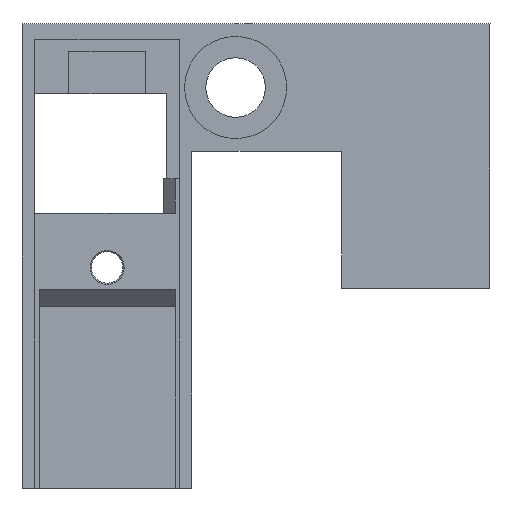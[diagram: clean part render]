
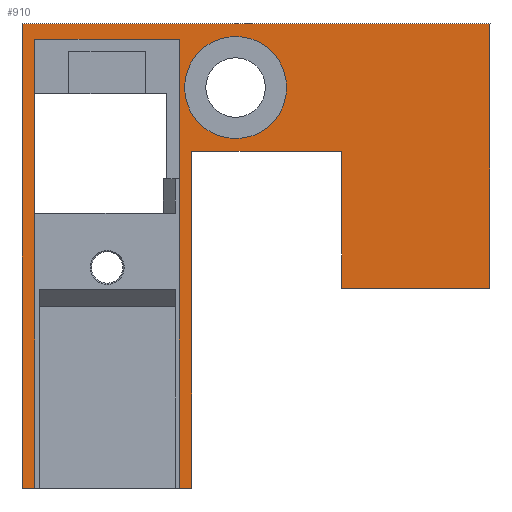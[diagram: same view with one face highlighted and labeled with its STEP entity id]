
A CAD part, front view. The second image highlights one B-rep face of the part: STEP entity #910.
In plain terms, the highlighted planar face has unit normal (0, -1, 0).
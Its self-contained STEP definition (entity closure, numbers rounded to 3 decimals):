
#26=FACE_BOUND('',#125,.T.);
#31=CIRCLE('',#968,3.);
#71=FACE_OUTER_BOUND('',#124,.T.);
#124=EDGE_LOOP('',(#767,#768,#769,#770,#771,#772,#773,#774,#775,#776,#777,
#778));
#125=EDGE_LOOP('',(#779));
#163=LINE('',#1282,#281);
#166=LINE('',#1287,#284);
#172=LINE('',#1299,#290);
#174=LINE('',#1303,#292);
#182=LINE('',#1319,#300);
#184=LINE('',#1324,#302);
#192=LINE('',#1339,#310);
#237=LINE('',#1444,#355);
#240=LINE('',#1450,#358);
#241=LINE('',#1451,#359);
#242=LINE('',#1453,#360);
#243=LINE('',#1454,#361);
#281=VECTOR('',#1033,10.);
#284=VECTOR('',#1038,10.);
#290=VECTOR('',#1046,10.);
#292=VECTOR('',#1050,10.);
#300=VECTOR('',#1064,10.);
#302=VECTOR('',#1068,10.);
#310=VECTOR('',#1076,10.);
#355=VECTOR('',#1181,10.);
#358=VECTOR('',#1186,10.);
#359=VECTOR('',#1187,10.);
#360=VECTOR('',#1188,15.);
#361=VECTOR('',#1189,8.5);
#397=VERTEX_POINT('',#1279);
#398=VERTEX_POINT('',#1281);
#399=VERTEX_POINT('',#1285);
#404=VERTEX_POINT('',#1297);
#405=VERTEX_POINT('',#1301);
#410=VERTEX_POINT('',#1317);
#411=VERTEX_POINT('',#1321);
#412=VERTEX_POINT('',#1323);
#419=VERTEX_POINT('',#1337);
#441=VERTEX_POINT('',#1416);
#449=VERTEX_POINT('',#1443);
#451=VERTEX_POINT('',#1449);
#452=VERTEX_POINT('',#1452);
#483=EDGE_CURVE('',#397,#398,#163,.T.);
#486=EDGE_CURVE('',#397,#399,#166,.T.);
#492=EDGE_CURVE('',#399,#404,#172,.T.);
#494=EDGE_CURVE('',#405,#404,#174,.T.);
#502=EDGE_CURVE('',#410,#405,#182,.T.);
#504=EDGE_CURVE('',#411,#412,#184,.T.);
#512=EDGE_CURVE('',#419,#410,#192,.T.);
#551=EDGE_CURVE('',#441,#441,#31,.T.);
#563=EDGE_CURVE('',#449,#412,#237,.T.);
#566=EDGE_CURVE('',#411,#451,#240,.T.);
#567=EDGE_CURVE('',#451,#398,#241,.T.);
#568=EDGE_CURVE('',#419,#452,#242,.T.);
#569=EDGE_CURVE('',#449,#452,#243,.T.);
#767=ORIENTED_EDGE('',*,*,#563,.T.);
#768=ORIENTED_EDGE('',*,*,#504,.F.);
#769=ORIENTED_EDGE('',*,*,#566,.T.);
#770=ORIENTED_EDGE('',*,*,#567,.T.);
#771=ORIENTED_EDGE('',*,*,#483,.F.);
#772=ORIENTED_EDGE('',*,*,#486,.T.);
#773=ORIENTED_EDGE('',*,*,#492,.T.);
#774=ORIENTED_EDGE('',*,*,#494,.F.);
#775=ORIENTED_EDGE('',*,*,#502,.F.);
#776=ORIENTED_EDGE('',*,*,#512,.F.);
#777=ORIENTED_EDGE('',*,*,#568,.T.);
#778=ORIENTED_EDGE('',*,*,#569,.F.);
#779=ORIENTED_EDGE('',*,*,#551,.T.);
#863=PLANE('',#979);
#910=ADVANCED_FACE('',(#71,#26),#863,.T.);
#968=AXIS2_PLACEMENT_3D('',#1417,#1151,#1152);
#979=AXIS2_PLACEMENT_3D('',#1448,#1184,#1185);
#1033=DIRECTION('',(0.,0.,1.));
#1038=DIRECTION('',(1.,0.,0.));
#1046=DIRECTION('',(0.,0.,1.));
#1050=DIRECTION('',(1.,0.,0.));
#1064=DIRECTION('',(0.,0.,1.));
#1068=DIRECTION('',(-1.,0.,0.));
#1076=DIRECTION('',(-1.,0.,0.));
#1151=DIRECTION('center_axis',(0.,1.,0.));
#1152=DIRECTION('ref_axis',(1.,0.,0.));
#1181=DIRECTION('',(0.,0.,-1.));
#1184=DIRECTION('center_axis',(0.,-1.,0.));
#1185=DIRECTION('ref_axis',(0.,0.,
1.));
#1186=DIRECTION('',(0.,0.,1.));
#1187=DIRECTION('',(1.,0.,0.));
#1188=DIRECTION('',(0.,0.,1.));
#1189=DIRECTION('',(-1.,0.,0.));
#1279=CARTESIAN_POINT('',(76.894,-78.568,139.884));
#1281=CARTESIAN_POINT('',(76.894,-78.568,147.93));
#1282=CARTESIAN_POINT('',(76.894,-78.568,147.93));
#1285=CARTESIAN_POINT('',(85.617,-78.568,139.884));
#1287=CARTESIAN_POINT('',(59.223,-78.568,139.884));
#1297=CARTESIAN_POINT('',(85.617,-78.568,155.427));
#1299=CARTESIAN_POINT('',(85.617,-78.568,128.576));
#1301=CARTESIAN_POINT('',(58.114,-78.568,155.427));
#1303=CARTESIAN_POINT('',(66.201,-78.568,155.427));
#1317=CARTESIAN_POINT('',(58.114,-78.568,128.127));
#1319=CARTESIAN_POINT('',(58.114,-78.568,142.226));
#1321=CARTESIAN_POINT('',(68.089,-78.568,128.127));
#1323=CARTESIAN_POINT('',(67.367,-78.568,128.127));
#1324=CARTESIAN_POINT('',(63.961,-78.568,128.127));
#1337=CARTESIAN_POINT('',(58.867,-78.568,128.127));
#1339=CARTESIAN_POINT('',(57.086,-78.568,128.127));
#1416=CARTESIAN_POINT('',(67.665,-78.568,151.679));
#1417=CARTESIAN_POINT('Origin',(70.665,-78.568,151.679));
#1443=CARTESIAN_POINT('',(67.367,-78.568,154.504));
#1444=CARTESIAN_POINT('',(67.367,-78.568,128.127));
#1448=CARTESIAN_POINT('Origin',(56.057,-78.568,129.024));
#1449=CARTESIAN_POINT('',(68.089,-78.568,147.93));
#1450=CARTESIAN_POINT('',(68.089,-78.568,129.492));
#1451=CARTESIAN_POINT('',(76.345,-78.568,147.93));
#1452=CARTESIAN_POINT('',(58.867,-78.568,154.504));
#1453=CARTESIAN_POINT('',(58.867,-78.568,131.304));
#1454=CARTESIAN_POINT('',(58.867,-78.568,154.504));
